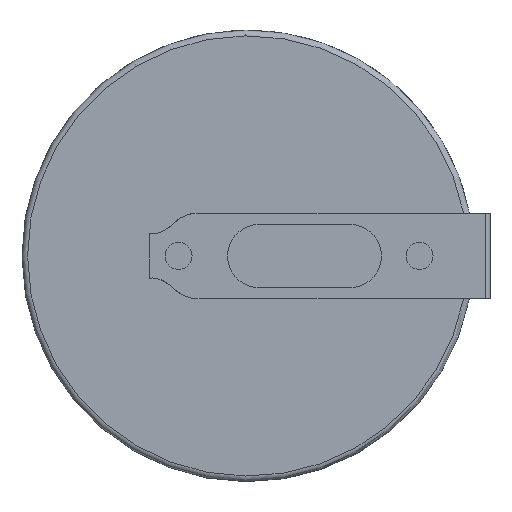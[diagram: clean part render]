
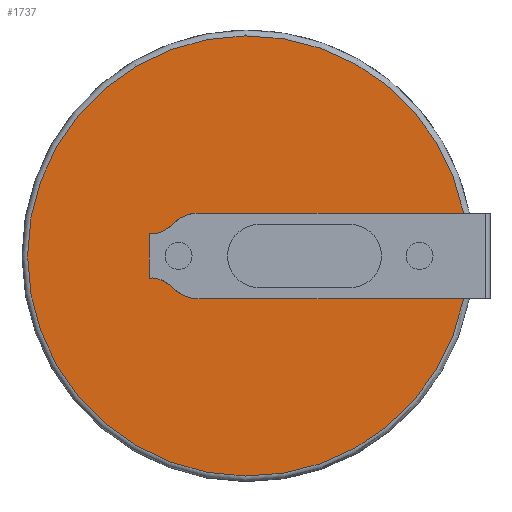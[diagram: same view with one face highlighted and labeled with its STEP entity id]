
A CAD part, top view. The second image highlights one B-rep face of the part: STEP entity #1737.
In plain terms, the highlighted planar face has unit normal (0, 0, 1).
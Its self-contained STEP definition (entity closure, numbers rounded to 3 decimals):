
#398 = VERTEX_POINT('',#399);
#399 = CARTESIAN_POINT('',(9.213,1.907,5.97));
#406 = EDGE_CURVE('',#407,#398,#409,.T.);
#407 = VERTEX_POINT('',#408);
#408 = CARTESIAN_POINT('',(-2.496,1.907,5.97));
#409 = LINE('',#410,#411);
#410 = CARTESIAN_POINT('',(4.994,1.907,5.97));
#411 = VECTOR('',#412,1.);
#412 = DIRECTION('',(1.,0.,0.));
#754 = VERTEX_POINT('',#755);
#755 = CARTESIAN_POINT('',(9.213,-1.907,5.97));
#762 = EDGE_CURVE('',#754,#398,#763,.T.);
#763 = CIRCLE('',#764,9.8);
#764 = AXIS2_PLACEMENT_3D('',#765,#766,#767);
#765 = CARTESIAN_POINT('',(-0.4,0.,5.97));
#766 = DIRECTION('',(0.,0.,-1.));
#767 = DIRECTION('',(-1.,0.,0.));
#1157 = VERTEX_POINT('',#1158);
#1158 = CARTESIAN_POINT('',(-2.496,-1.907,5.97));
#1164 = EDGE_CURVE('',#754,#1157,#1165,.T.);
#1165 = LINE('',#1166,#1167);
#1166 = CARTESIAN_POINT('',(-1.448,-1.907,5.97));
#1167 = VECTOR('',#1168,1.);
#1168 = DIRECTION('',(-1.,0.,0.));
#1420 = EDGE_CURVE('',#1421,#407,#1423,.T.);
#1421 = VERTEX_POINT('',#1422);
#1422 = CARTESIAN_POINT('',(-4.795,1.002,5.97));
#1423 = B_SPLINE_CURVE_WITH_KNOTS('',5,(#1424,#1425,#1426,#1427,#1428,
    #1429,#1430,#1431,#1432,#1433,#1434,#1435,#1436,#1437,#1438,#1439,
    #1440,#1441,#1442,#1443,#1444,#1445,#1446,#1447,#1448,#1449,#1450,
    #1451,#1452,#1453,#1454,#1455,#1456,#1457,#1458),.UNSPECIFIED.,.F.,
  .F.,(6,1,1,1,1,1,1,1,1,1,1,1,1,1,1,1,1,1,1,1,1,1,1,1,1,1,1,1,1,1,6),(
    0.,0.033,0.067,0.1,0.133,
    0.167,0.2,0.233,0.267,0.3,0.333,
    0.367,0.4,0.433,0.467,0.5,0.533,
    0.567,0.6,0.633,0.667,0.7,0.733,
    0.767,0.8,0.833,0.867,0.9,0.933,
    0.967,1.),.UNSPECIFIED.);
#1424 = CARTESIAN_POINT('',(-4.795,1.002,5.97));
#1425 = CARTESIAN_POINT('',(-4.784,0.998,5.97));
#1426 = CARTESIAN_POINT('',(-4.762,0.992,5.97));
#1427 = CARTESIAN_POINT('',(-4.726,0.985,5.97));
#1428 = CARTESIAN_POINT('',(-4.675,0.98,5.97));
#1429 = CARTESIAN_POINT('',(-4.604,0.981,5.97));
#1430 = CARTESIAN_POINT('',(-4.527,0.99,5.97));
#1431 = CARTESIAN_POINT('',(-4.444,1.006,5.97));
#1432 = CARTESIAN_POINT('',(-4.357,1.029,5.97));
#1433 = CARTESIAN_POINT('',(-4.268,1.06,5.97));
#1434 = CARTESIAN_POINT('',(-4.179,1.099,5.97));
#1435 = CARTESIAN_POINT('',(-4.091,1.145,5.97));
#1436 = CARTESIAN_POINT('',(-4.006,1.198,5.97));
#1437 = CARTESIAN_POINT('',(-3.925,1.256,5.97));
#1438 = CARTESIAN_POINT('',(-3.847,1.32,5.97));
#1439 = CARTESIAN_POINT('',(-3.772,1.385,5.97));
#1440 = CARTESIAN_POINT('',(-3.697,1.452,5.97));
#1441 = CARTESIAN_POINT('',(-3.621,1.518,5.97));
#1442 = CARTESIAN_POINT('',(-3.543,1.581,5.97));
#1443 = CARTESIAN_POINT('',(-3.463,1.64,5.97));
#1444 = CARTESIAN_POINT('',(-3.38,1.693,5.97));
#1445 = CARTESIAN_POINT('',(-3.297,1.741,5.97));
#1446 = CARTESIAN_POINT('',(-3.213,1.782,5.97));
#1447 = CARTESIAN_POINT('',(-3.13,1.816,5.97));
#1448 = CARTESIAN_POINT('',(-3.048,1.844,5.97));
#1449 = CARTESIAN_POINT('',(-2.969,1.865,5.97));
#1450 = CARTESIAN_POINT('',(-2.893,1.882,5.97));
#1451 = CARTESIAN_POINT('',(-2.819,1.894,5.97));
#1452 = CARTESIAN_POINT('',(-2.748,1.903,5.97));
#1453 = CARTESIAN_POINT('',(-2.681,1.908,5.97));
#1454 = CARTESIAN_POINT('',(-2.616,1.911,5.97));
#1455 = CARTESIAN_POINT('',(-2.566,1.911,5.97));
#1456 = CARTESIAN_POINT('',(-2.531,1.909,5.97));
#1457 = CARTESIAN_POINT('',(-2.507,1.908,5.97));
#1458 = CARTESIAN_POINT('',(-2.496,1.907,5.97));
#1560 = EDGE_CURVE('',#1157,#1561,#1563,.T.);
#1561 = VERTEX_POINT('',#1562);
#1562 = CARTESIAN_POINT('',(-4.795,-1.002,5.97));
#1563 = B_SPLINE_CURVE_WITH_KNOTS('',5,(#1564,#1565,#1566,#1567,#1568,
    #1569,#1570,#1571,#1572,#1573,#1574,#1575,#1576,#1577,#1578,#1579,
    #1580,#1581,#1582,#1583,#1584,#1585,#1586,#1587,#1588,#1589,#1590,
    #1591,#1592,#1593,#1594,#1595,#1596,#1597,#1598),.UNSPECIFIED.,.F.,
  .F.,(6,1,1,1,1,1,1,1,1,1,1,1,1,1,1,1,1,1,1,1,1,1,1,1,1,1,1,1,1,1,6),(
    -1.,-0.967,-0.933,-0.9,-0.867,
    -0.833,-0.8,-0.767,-0.733,-0.7,
    -0.667,-0.633,-0.6,-0.567,-0.533
    ,-0.5,-0.467,-0.433,-0.4,-0.367,
    -0.333,-0.3,-0.267,-0.233,-0.2,
    -0.167,-0.133,-0.1,-0.067,
    -0.033,0.),.UNSPECIFIED.);
#1564 = CARTESIAN_POINT('',(-2.496,-1.907,5.97));
#1565 = CARTESIAN_POINT('',(-2.507,-1.908,5.97));
#1566 = CARTESIAN_POINT('',(-2.531,-1.909,5.97));
#1567 = CARTESIAN_POINT('',(-2.566,-1.911,5.97));
#1568 = CARTESIAN_POINT('',(-2.616,-1.911,5.97));
#1569 = CARTESIAN_POINT('',(-2.681,-1.908,5.97));
#1570 = CARTESIAN_POINT('',(-2.748,-1.903,5.97));
#1571 = CARTESIAN_POINT('',(-2.819,-1.894,5.97));
#1572 = CARTESIAN_POINT('',(-2.893,-1.882,5.97));
#1573 = CARTESIAN_POINT('',(-2.969,-1.865,5.97));
#1574 = CARTESIAN_POINT('',(-3.048,-1.844,5.97));
#1575 = CARTESIAN_POINT('',(-3.13,-1.816,5.97));
#1576 = CARTESIAN_POINT('',(-3.213,-1.782,5.97));
#1577 = CARTESIAN_POINT('',(-3.297,-1.741,5.97));
#1578 = CARTESIAN_POINT('',(-3.38,-1.693,5.97));
#1579 = CARTESIAN_POINT('',(-3.463,-1.64,5.97));
#1580 = CARTESIAN_POINT('',(-3.543,-1.581,5.97));
#1581 = CARTESIAN_POINT('',(-3.621,-1.518,5.97));
#1582 = CARTESIAN_POINT('',(-3.697,-1.452,5.97));
#1583 = CARTESIAN_POINT('',(-3.772,-1.385,5.97));
#1584 = CARTESIAN_POINT('',(-3.847,-1.32,5.97));
#1585 = CARTESIAN_POINT('',(-3.925,-1.256,5.97));
#1586 = CARTESIAN_POINT('',(-4.006,-1.198,5.97));
#1587 = CARTESIAN_POINT('',(-4.091,-1.145,5.97));
#1588 = CARTESIAN_POINT('',(-4.179,-1.099,5.97));
#1589 = CARTESIAN_POINT('',(-4.268,-1.06,5.97));
#1590 = CARTESIAN_POINT('',(-4.357,-1.029,5.97));
#1591 = CARTESIAN_POINT('',(-4.444,-1.006,5.97));
#1592 = CARTESIAN_POINT('',(-4.527,-0.99,5.97));
#1593 = CARTESIAN_POINT('',(-4.604,-0.981,5.97));
#1594 = CARTESIAN_POINT('',(-4.675,-0.98,5.97));
#1595 = CARTESIAN_POINT('',(-4.726,-0.985,5.97));
#1596 = CARTESIAN_POINT('',(-4.762,-0.992,5.97));
#1597 = CARTESIAN_POINT('',(-4.784,-0.998,5.97));
#1598 = CARTESIAN_POINT('',(-4.795,-1.002,5.97));
#1682 = EDGE_CURVE('',#1561,#1421,#1683,.T.);
#1683 = LINE('',#1684,#1685);
#1684 = CARTESIAN_POINT('',(-4.795,0.501,5.97));
#1685 = VECTOR('',#1686,1.);
#1686 = DIRECTION('',(0.,1.,0.));
#1737 = ADVANCED_FACE('',(#1738),#1746,.T.);
#1738 = FACE_BOUND('',#1739,.T.);
#1739 = EDGE_LOOP('',(#1740,#1741,#1742,#1743,#1744,#1745));
#1740 = ORIENTED_EDGE('',*,*,#762,.F.);
#1741 = ORIENTED_EDGE('',*,*,#1164,.T.);
#1742 = ORIENTED_EDGE('',*,*,#1560,.T.);
#1743 = ORIENTED_EDGE('',*,*,#1682,.T.);
#1744 = ORIENTED_EDGE('',*,*,#1420,.T.);
#1745 = ORIENTED_EDGE('',*,*,#406,.T.);
#1746 = PLANE('',#1747);
#1747 = AXIS2_PLACEMENT_3D('',#1748,#1749,#1750);
#1748 = CARTESIAN_POINT('',(-0.4,0.,5.97));
#1749 = DIRECTION('',(0.,0.,1.));
#1750 = DIRECTION('',(1.,0.,0.));
